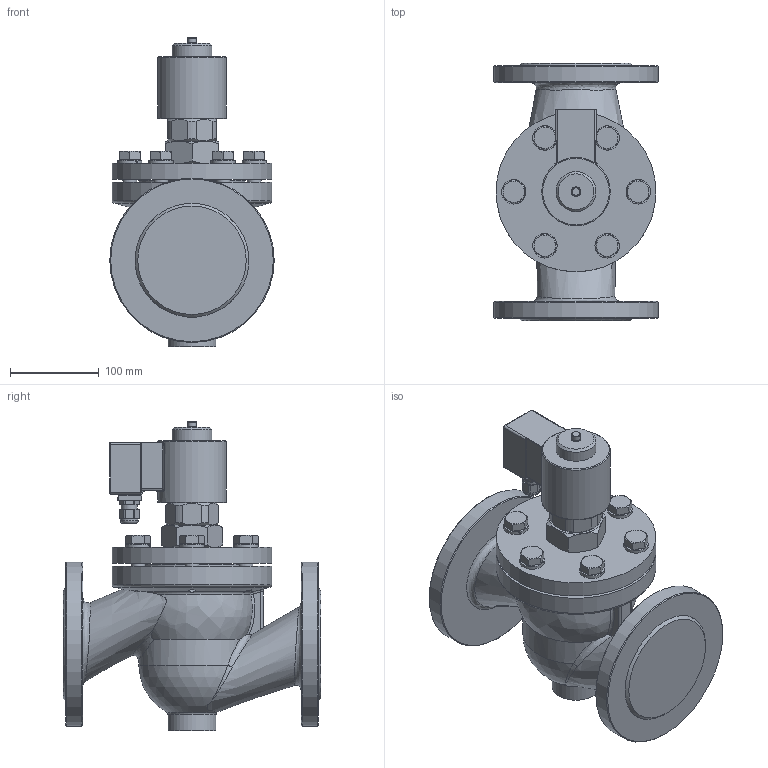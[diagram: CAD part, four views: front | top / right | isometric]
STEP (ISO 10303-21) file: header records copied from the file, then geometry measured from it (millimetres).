
FILE_DESCRIPTION(/* description */ ('3D-Modell'),/* implementation_level */ '2;1');
FILE_NAME(/* name */ '024.000643_C2407-0804-.242.stp',/* time_stamp */ '2020-04-14T08:03:40+02:00',/* author */ ('LBirkmann'),/* organization */ (''),/* preprocessor_version */ 'ST-DEVELOPER v16.1',/* originating_system */ 'Autodesk Inventor 2016',/* authorisation */ '');
FILE_SCHEMA (('AUTOMOTIVE_DESIGN { 1 0 10303 214 3 1 1 }'));
Length unit declared in the file: millimetre
Products named in the file (1): 88-004652
Bounding box: 185 x 290 x 347.7 mm (x, y, z)
Volume: 5364131.8 mm3; surface area: 363119.5 mm2
Topology: 1 solids, 1 shells, 378 faces, 925 edges, 576 vertices
Faces by surface type: plane 151, cylinder 104, cone 82, bspline 22, torus 16, sphere 3
Full cylindrical faces by diameter (mm): 10 x1, 11 x1, 13.835 x4, 14.917 x6, 16 x6, 18 x1, 20 x1, 22 x6, 45 x1, 54 x1, 77 x1, 85.9 x1, 120 x1, 180 x2, 185 x2
Entity records: 12438 total; most frequent: CARTESIAN_POINT 4337, DIRECTION 1651, ORIENTED_EDGE 1650, EDGE_CURVE 825, AXIS2_PLACEMENT_3D 692, VERTEX_POINT 541, EDGE_LOOP 494, FACE_OUTER_BOUND 378
